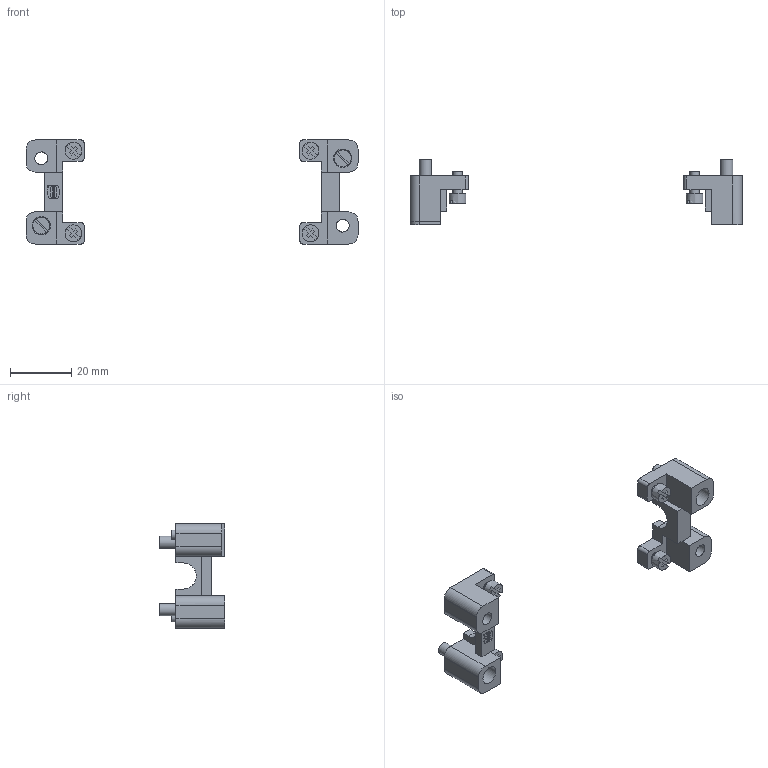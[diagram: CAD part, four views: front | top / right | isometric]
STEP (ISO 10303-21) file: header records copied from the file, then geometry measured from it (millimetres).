
FILE_DESCRIPTION(( 'HARTING HARTING HARTING HARTING HARTING HARTING HARTING HARTING HARTING', 'This Document is valid for Parts No. 09 00 000 5603'),'2;1');
FILE_NAME('MD_09000005603_R411746.stp', '2007-08-16T13:49:51',('ITIS-3'),('HARTING KGaA, D-32339 Espelkamp'), 'I-DEAS Master Series 10','HP-UNIX','Yes');
FILE_SCHEMA(('AUTOMOTIVE_DESIGN { 1 0 10303 214 1 1 1 1 }'));
Length unit declared in the file: millimetre
Products named in the file (1): Schraubadapter
Bounding box: 108.5 x 21.5 x 34 mm (x, y, z)
Volume: 7610 mm3; surface area: 7004.1 mm2
Topology: 8 solids, 8 shells, 278 faces, 808 edges, 655 vertices
Faces by surface type: bspline 278
Entity records: 9237 total; most frequent: CARTESIAN_POINT 4359, ORIENTED_EDGE 1422, EDGE_CURVE 711, VERTEX_POINT 470, QUASI_UNIFORM_CURVE 428, OVER_RIDING_STYLED_ITEM 375, EDGE_LOOP 315, FACE_OUTER_BOUND 278
